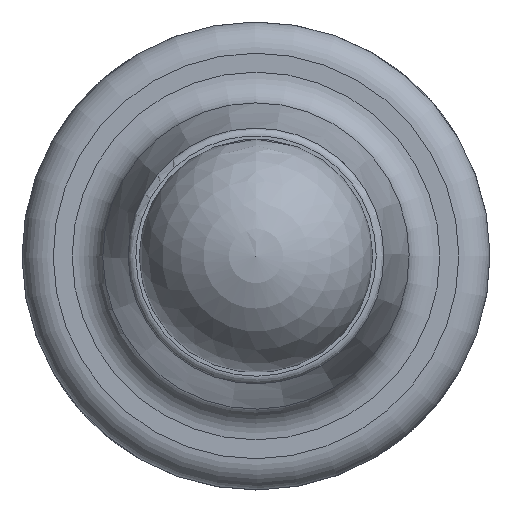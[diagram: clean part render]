
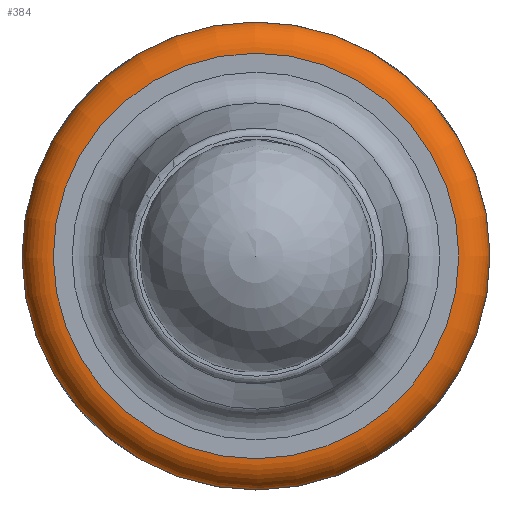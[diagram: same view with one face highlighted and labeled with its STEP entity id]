
A CAD part, front view. The second image highlights one B-rep face of the part: STEP entity #384.
In plain terms, the highlighted toroidal (fillet/blend) face has major radius 5.2 mm and minor radius 0.8 mm.
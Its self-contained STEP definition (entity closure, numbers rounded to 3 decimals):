
#29=TOROIDAL_SURFACE('',#435,5.2,0.8);
#81=ORIENTED_EDGE('',*,*,#118,.F.);
#82=ORIENTED_EDGE('',*,*,#119,.F.);
#118=EDGE_CURVE('',#145,#145,#176,.T.);
#119=EDGE_CURVE('',#146,#146,#177,.T.);
#145=VERTEX_POINT('',#606);
#146=VERTEX_POINT('',#609);
#176=CIRCLE('',#434,5.2);
#177=CIRCLE('',#436,6.);
#214=EDGE_LOOP('',(#81));
#215=EDGE_LOOP('',(#82));
#266=FACE_BOUND('',#214,.T.);
#267=FACE_BOUND('',#215,.T.);
#384=ADVANCED_FACE('',(#266,#267),#29,.T.);
#434=AXIS2_PLACEMENT_3D('',#605,#519,#520);
#435=AXIS2_PLACEMENT_3D('',#607,#521,#522);
#436=AXIS2_PLACEMENT_3D('',#608,#523,#524);
#519=DIRECTION('',(0.,-1.,0.));
#520=DIRECTION('',(1.,0.,0.));
#521=DIRECTION('',(0.,-1.,0.));
#522=DIRECTION('',(-1.,0.,-0.008));
#523=DIRECTION('',(0.,1.,0.));
#524=DIRECTION('',(-1.,0.,-0.008));
#605=CARTESIAN_POINT('',(0.,-25.,0.));
#606=CARTESIAN_POINT('',(5.2,-25.,0.));
#607=CARTESIAN_POINT('',(0.,-24.2,0.));
#608=CARTESIAN_POINT('',(0.,-24.2,0.));
#609=CARTESIAN_POINT('',(-6.,-24.2,-0.049));
